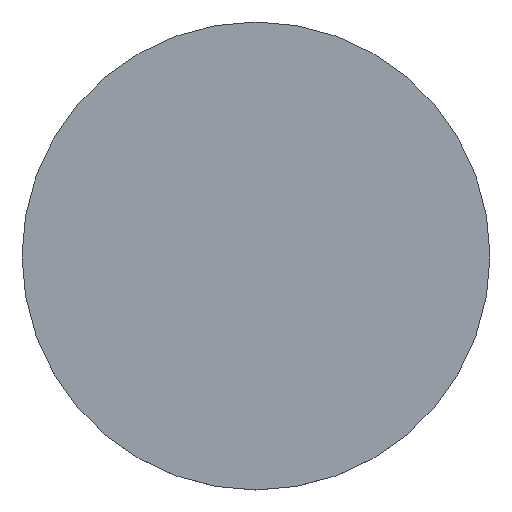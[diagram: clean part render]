
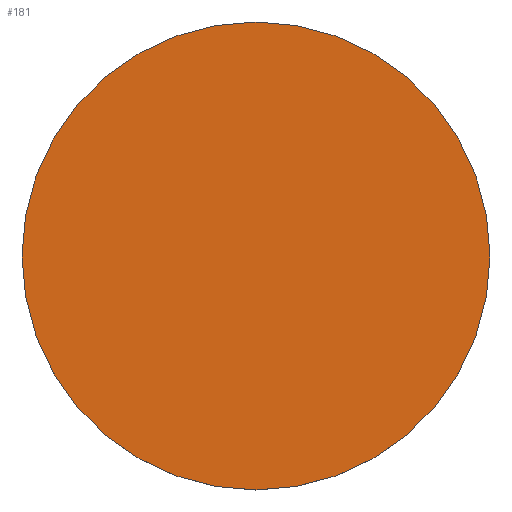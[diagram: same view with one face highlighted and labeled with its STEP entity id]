
A CAD part, top view. The second image highlights one B-rep face of the part: STEP entity #181.
In plain terms, the highlighted planar face has unit normal (0, 0, 1).
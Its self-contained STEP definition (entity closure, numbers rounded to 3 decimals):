
#26=PLANE('',#213);
#38=FACE_OUTER_BOUND('',#53,.T.);
#53=EDGE_LOOP('',(#166));
#89=CIRCLE('',#212,12.5);
#103=VERTEX_POINT('',#311);
#123=EDGE_CURVE('',#103,#103,#89,.T.);
#166=ORIENTED_EDGE('',*,*,#123,.T.);
#181=ADVANCED_FACE('',(#38),#26,.T.);
#212=AXIS2_PLACEMENT_3D('',#312,#262,#263);
#213=AXIS2_PLACEMENT_3D('',#314,#265,#266);
#262=DIRECTION('center_axis',(0.,0.,1.));
#263=DIRECTION('ref_axis',(1.,0.,0.));
#265=DIRECTION('center_axis',(0.,0.,1.));
#266=DIRECTION('ref_axis',(1.,0.,0.));
#311=CARTESIAN_POINT('',(-6.5,-3.5,1.));
#312=CARTESIAN_POINT('Origin',(6.,-3.5,1.));
#314=CARTESIAN_POINT('Origin',(6.,-3.5,1.));
